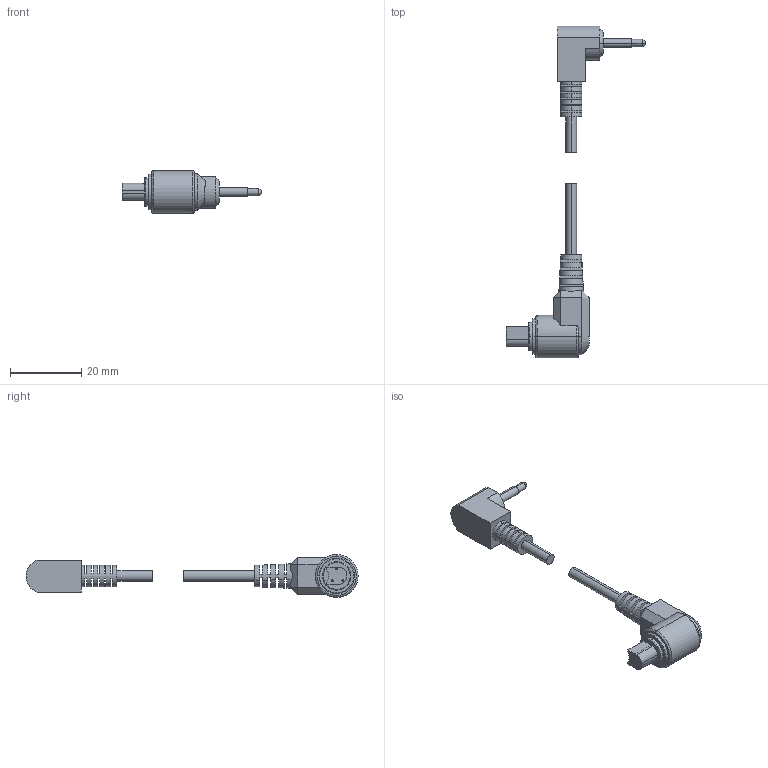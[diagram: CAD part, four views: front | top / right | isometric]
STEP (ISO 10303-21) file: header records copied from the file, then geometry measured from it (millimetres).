
FILE_DESCRIPTION (( 'STEP AP214' ), '1' );
FILE_NAME ('Shutter Cable C3 for Canon.step', '2016-10-28T07:00:43', ( 'dell' ), ( '' ), 'SwSTEP 2.0', 'SolidWorks 2013', '' );
FILE_SCHEMA (( 'AUTOMOTIVE_DESIGN' ));
Length unit declared in the file: millimetre
Products named in the file (1): Shutter Cable C3 for Canon
Bounding box: 39.31 x 93.47 x 12.04 mm (x, y, z)
Volume: 4671.3 mm3; surface area: 3079.6 mm2
Topology: 2 solids, 2 shells, 144 faces, 360 edges, 232 vertices
Faces by surface type: plane 100, cylinder 28, torus 11, cone 3, bspline 2
Entity records: 6073 total; most frequent: CARTESIAN_POINT 931, DIRECTION 772, ORIENTED_EDGE 720, EDGE_CURVE 360, AXIS2_PLACEMENT_3D 305, VERTEX_POINT 232, LINE 162, CIRCLE 162
